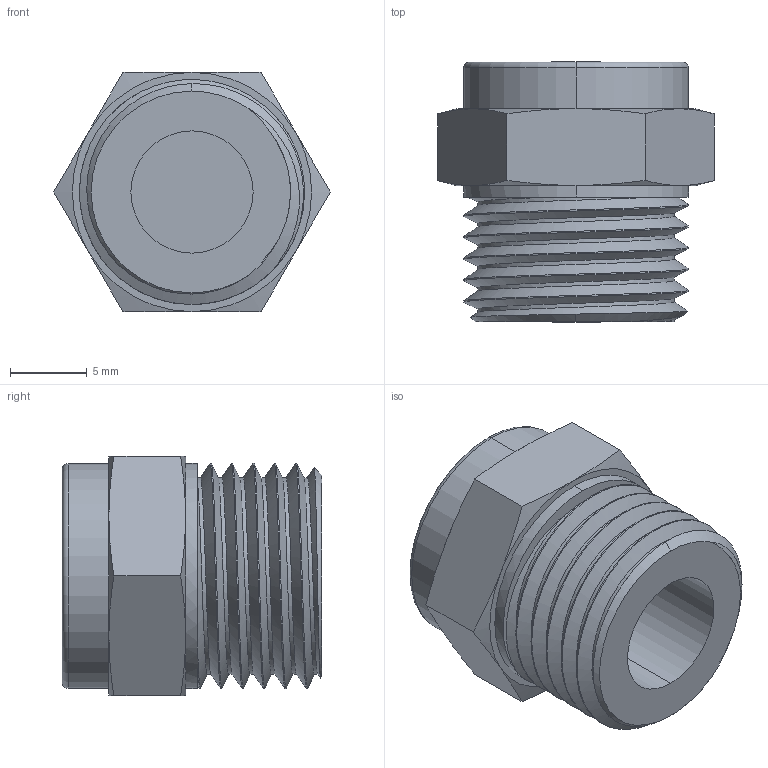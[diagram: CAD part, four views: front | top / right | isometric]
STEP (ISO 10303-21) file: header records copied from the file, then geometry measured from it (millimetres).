
FILE_DESCRIPTION (( 'STEP AP203' ), '1' );
FILE_NAME ('SBF-38R.step', '2016-02-15T20:19:09', ( '' ), ( '' ), 'SwSTEP 2.0', 'SolidWorks 2015', '' );
FILE_SCHEMA (( 'CONFIG_CONTROL_DESIGN' ));
Length unit declared in the file: inch
Products named in the file (1): SBF-38R
Bounding box: 18.03 x 16.94 x 15.62 mm (x, y, z)
Volume: 2250.4 mm3; surface area: 1765.6 mm2
Topology: 1 solids, 1 shells, 49 faces, 118 edges, 74 vertices
Faces by surface type: cylinder 17, cone 15, plane 12, bspline 3, torus 2
Entity records: 2716 total; most frequent: CARTESIAN_POINT 1624, ORIENTED_EDGE 236, DIRECTION 185, EDGE_CURVE 118, AXIS2_PLACEMENT_3D 80, VERTEX_POINT 74, EDGE_LOOP 52, FACE_OUTER_BOUND 49
